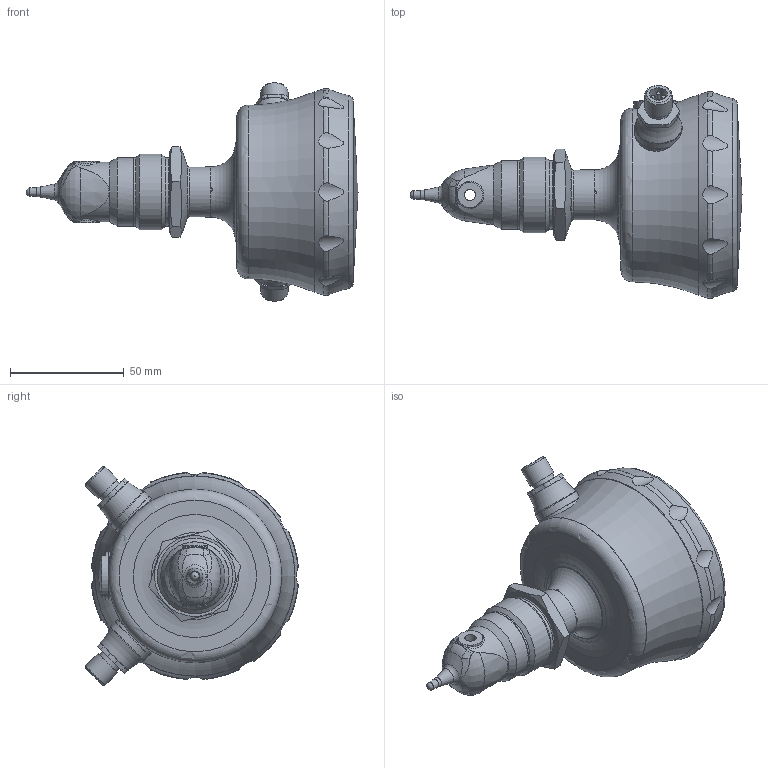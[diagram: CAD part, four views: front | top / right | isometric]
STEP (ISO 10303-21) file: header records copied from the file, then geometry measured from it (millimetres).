
FILE_DESCRIPTION(/* description */ ('Unknown'),/* implementation_level */ '2;1');
FILE_NAME(/* name */ 'AFI4-6630.####.#1##',/* time_stamp */ '2023-09-19T10:12:47+02:00',/* author */ ('Unknown'),/* organization */ ('Baumer'),/* preprocessor_version */ 'ST-DEVELOPER v16.7',/* originating_system */ 'Solid Edge',/* authorisation */ 'Unknown');
FILE_SCHEMA (('AUTOMOTIVE_DESIGN {1 0 10303 214 3 1 1}'));
Length unit declared in the file: millimetre
Products named in the file (1): Part10
Bounding box: 145.96 x 93.54 x 96.1 mm (x, y, z)
Volume: 110549.7 mm3; surface area: 74337.4 mm2
Topology: 1 solids, 13 shells, 635 faces, 1591 edges, 1015 vertices
Faces by surface type: plane 221, cylinder 185, torus 88, cone 87, bspline 52, sphere 2
Full cylindrical faces by diameter (mm): 1.2 x1, 1.64 x8, 3.4 x2, 5 x1, 7.709 x2, 8.87 x1, 10 x1, 10.5 x2, 11 x2, 11.741 x2, 12 x2, 13.8 x2, 14 x2, 14.5 x2, 15.85 x2, 16 x10, 18 x1, 18.9 x1, 18.95 x1, 20 x1, 20.8 x3, 21 x1, 22 x1, 23.6 x2, 23.8 x1, 24 x1, 24.2 x1, 26.3 x1, 26.85 x1, 27.2 x1
Entity records: 25202 total; most frequent: CARTESIAN_POINT 7396, ORIENTED_EDGE 2662, DIRECTION 2643, EDGE_CURVE 1331, AXIS2_PLACEMENT_3D 1168, VERTEX_POINT 930, FACE_BOUND 877, EDGE_LOOP 874
